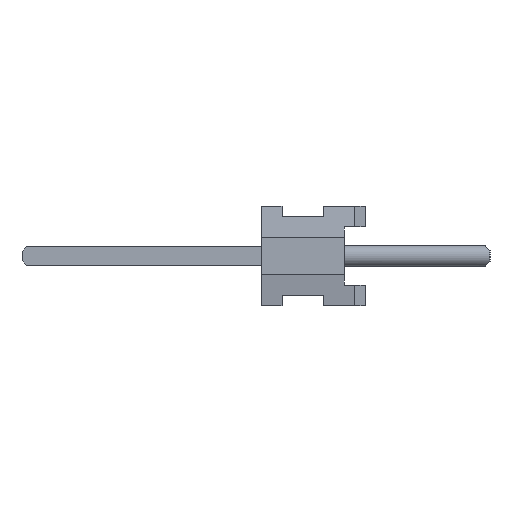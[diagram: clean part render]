
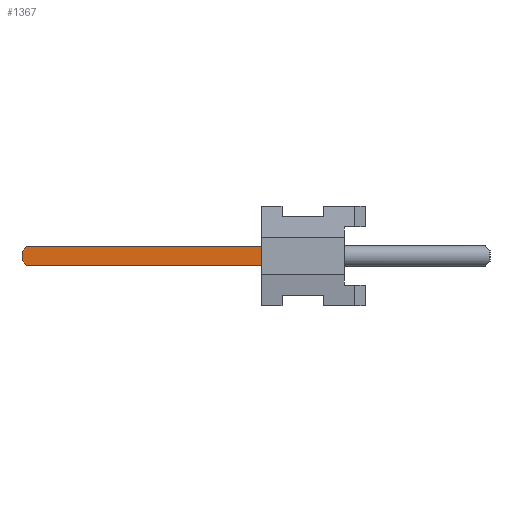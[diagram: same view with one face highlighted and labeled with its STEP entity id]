
A CAD part, left-side view. The second image highlights one B-rep face of the part: STEP entity #1367.
In plain terms, the highlighted planar face has unit normal (-1, 0, 0).
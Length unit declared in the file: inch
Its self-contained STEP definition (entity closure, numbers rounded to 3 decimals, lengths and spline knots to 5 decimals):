
#1367 = ADVANCED_FACE( '', ( #2754 ), #2755, .F. );
#2754 = FACE_OUTER_BOUND( '', #4130, .T. );
#2755 = PLANE( '', #4131 );
#4130 = EDGE_LOOP( '', ( #8359, #8360, #8361, #8362, #8363, #8364 ) );
#4131 = AXIS2_PLACEMENT_3D( '', #8365, #8366, #8367 );
#8359 = ORIENTED_EDGE( '', *, *, #10099, .F. );
#8360 = ORIENTED_EDGE( '', *, *, #9920, .F. );
#8361 = ORIENTED_EDGE( '', *, *, #10012, .F. );
#8362 = ORIENTED_EDGE( '', *, *, #9978, .F. );
#8363 = ORIENTED_EDGE( '', *, *, #9566, .F. );
#8364 = ORIENTED_EDGE( '', *, *, #9496, .F. );
#8365 = CARTESIAN_POINT( '', ( -0.234, 0., 0. ) );
#8366 = DIRECTION( '', ( 1., 0., 0. ) );
#8367 = DIRECTION( '', ( 0., 0., -1. ) );
#9496 = EDGE_CURVE( '', #11890, #11892, #11893, .T. );
#9566 = EDGE_CURVE( '', #11892, #11990, #11991, .T. );
#9920 = EDGE_CURVE( '', #12443, #12445, #12446, .T. );
#9978 = EDGE_CURVE( '', #11990, #12513, #12514, .T. );
#10012 = EDGE_CURVE( '', #12513, #12443, #12552, .T. );
#10099 = EDGE_CURVE( '', #12445, #11890, #12642, .T. );
#11890 = VERTEX_POINT( '', #15273 );
#11892 = VERTEX_POINT( '', #15276 );
#11893 = LINE( '', #15277, #15278 );
#11990 = VERTEX_POINT( '', #15418 );
#11991 = LINE( '', #15419, #15420 );
#12443 = VERTEX_POINT( '', #16100 );
#12445 = VERTEX_POINT( '', #16103 );
#12446 = LINE( '', #16104, #16105 );
#12513 = VERTEX_POINT( '', #16202 );
#12514 = LINE( '', #16203, #16204 );
#12552 = LINE( '', #16260, #16261 );
#12642 = LINE( '', #16386, #16387 );
#15273 = CARTESIAN_POINT( '', ( -0.234, 0.33, -0.0045 ) );
#15276 = CARTESIAN_POINT( '', ( -0.234, 0.33, 0.0045 ) );
#15277 = CARTESIAN_POINT( '', ( -0.234, 0.33, -0.0045 ) );
#15278 = VECTOR( '', #17377, 39.37008 );
#15418 = CARTESIAN_POINT( '', ( -0.234, 0.3255, 0.009 ) );
#15419 = CARTESIAN_POINT( '', ( -0.234, 0.33, 0.0045 ) );
#15420 = VECTOR( '', #17439, 39.37008 );
#16100 = CARTESIAN_POINT( '', ( -0.234, 0.07, -0.009 ) );
#16103 = CARTESIAN_POINT( '', ( -0.234, 0.3255, -0.009 ) );
#16104 = CARTESIAN_POINT( '', ( -0.234, 0.07, -0.009 ) );
#16105 = VECTOR( '', #17699, 39.37008 );
#16202 = CARTESIAN_POINT( '', ( -0.234, 0.07, 0.009 ) );
#16203 = CARTESIAN_POINT( '', ( -0.234, 0.3255, 0.009 ) );
#16204 = VECTOR( '', #17733, 39.37008 );
#16260 = CARTESIAN_POINT( '', ( -0.234, 0.07, 0. ) );
#16261 = VECTOR( '', #17758, 39.37008 );
#16386 = CARTESIAN_POINT( '', ( -0.234, 0.3255, -0.009 ) );
#16387 = VECTOR( '', #17797, 39.37008 );
#17377 = DIRECTION( '', ( 0., 0., 1. ) );
#17439 = DIRECTION( '', ( 0., -0.707, 0.707 ) );
#17699 = DIRECTION( '', ( 0., 1., 0. ) );
#17733 = DIRECTION( '', ( 0., -1., 0. ) );
#17758 = DIRECTION( '', ( 0., 0., -1. ) );
#17797 = DIRECTION( '', ( 0., 0.707, 0.707 ) );
